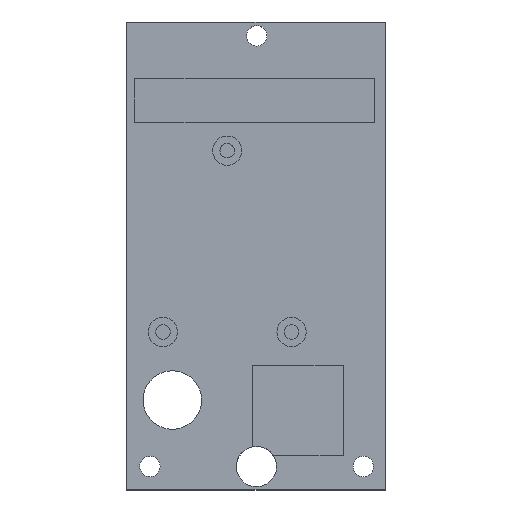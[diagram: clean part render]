
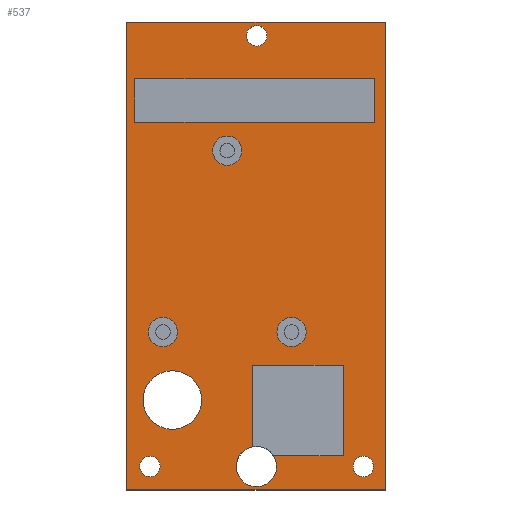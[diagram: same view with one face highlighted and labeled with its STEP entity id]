
A CAD part, top view. The second image highlights one B-rep face of the part: STEP entity #537.
In plain terms, the highlighted planar face has unit normal (0, 0, 1).
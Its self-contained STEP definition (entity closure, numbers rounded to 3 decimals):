
#26=FACE_BOUND('',#106,.T.);
#27=FACE_BOUND('',#107,.T.);
#28=FACE_BOUND('',#108,.T.);
#29=FACE_BOUND('',#109,.T.);
#30=FACE_BOUND('',#110,.T.);
#31=FACE_BOUND('',#111,.T.);
#32=FACE_BOUND('',#112,.T.);
#33=FACE_BOUND('',#113,.T.);
#34=FACE_BOUND('',#114,.T.);
#44=CIRCLE('',#586,3.45);
#45=CIRCLE('',#587,3.45);
#46=CIRCLE('',#588,1.75);
#47=CIRCLE('',#589,1.75);
#48=CIRCLE('',#590,1.75);
#49=CIRCLE('',#591,2.5);
#50=CIRCLE('',#592,2.5);
#51=CIRCLE('',#593,2.5);
#52=CIRCLE('',#594,5.);
#72=FACE_OUTER_BOUND('',#105,.T.);
#105=EDGE_LOOP('',(#387,#388,#389,#390));
#106=EDGE_LOOP('',(#391,#392,#393,#394,#395,#396));
#107=EDGE_LOOP('',(#397));
#108=EDGE_LOOP('',(#398));
#109=EDGE_LOOP('',(#399));
#110=EDGE_LOOP('',(#400));
#111=EDGE_LOOP('',(#401));
#112=EDGE_LOOP('',(#402));
#113=EDGE_LOOP('',(#403));
#114=EDGE_LOOP('',(#404,#405,#406,#407));
#153=LINE('',#809,#201);
#155=LINE('',#815,#203);
#158=LINE('',#821,#206);
#161=LINE('',#826,#209);
#163=LINE('',#833,#211);
#164=LINE('',#835,#212);
#165=LINE('',#837,#213);
#166=LINE('',#838,#214);
#167=LINE('',#858,#215);
#168=LINE('',#860,#216);
#169=LINE('',#862,#217);
#170=LINE('',#863,#218);
#201=VECTOR('',#643,10.);
#203=VECTOR('',#647,10.);
#206=VECTOR('',#652,10.);
#209=VECTOR('',#657,10.);
#211=VECTOR('',#665,10.);
#212=VECTOR('',#666,10.);
#213=VECTOR('',#667,10.);
#214=VECTOR('',#668,10.);
#215=VECTOR('',#687,10.);
#216=VECTOR('',#688,10.);
#217=VECTOR('',#689,10.);
#218=VECTOR('',#690,10.);
#247=VERTEX_POINT('',#803);
#249=VERTEX_POINT('',#807);
#250=VERTEX_POINT('',#811);
#252=VERTEX_POINT('',#814);
#254=VERTEX_POINT('',#820);
#256=VERTEX_POINT('',#831);
#257=VERTEX_POINT('',#832);
#258=VERTEX_POINT('',#834);
#259=VERTEX_POINT('',#836);
#260=VERTEX_POINT('',#839);
#261=VERTEX_POINT('',#842);
#262=VERTEX_POINT('',#844);
#263=VERTEX_POINT('',#846);
#264=VERTEX_POINT('',#848);
#265=VERTEX_POINT('',#850);
#266=VERTEX_POINT('',#852);
#267=VERTEX_POINT('',#854);
#268=VERTEX_POINT('',#856);
#269=VERTEX_POINT('',#857);
#270=VERTEX_POINT('',#859);
#271=VERTEX_POINT('',#861);
#297=EDGE_CURVE('',#247,#249,#153,.T.);
#299=EDGE_CURVE('',#252,#250,#155,.T.);
#302=EDGE_CURVE('',#254,#252,#158,.T.);
#305=EDGE_CURVE('',#249,#254,#161,.T.);
#308=EDGE_CURVE('',#256,#257,#163,.T.);
#309=EDGE_CURVE('',#257,#258,#164,.T.);
#310=EDGE_CURVE('',#258,#259,#165,.T.);
#311=EDGE_CURVE('',#259,#256,#166,.T.);
#312=EDGE_CURVE('',#250,#260,#44,.T.);
#313=EDGE_CURVE('',#260,#247,#45,.T.);
#314=EDGE_CURVE('',#261,#261,#46,.T.);
#315=EDGE_CURVE('',#262,#262,#47,.T.);
#316=EDGE_CURVE('',#263,#263,#48,.T.);
#317=EDGE_CURVE('',#264,#264,#49,.T.);
#318=EDGE_CURVE('',#265,#265,#50,.T.);
#319=EDGE_CURVE('',#266,#266,#51,.T.);
#320=EDGE_CURVE('',#267,#267,#52,.T.);
#321=EDGE_CURVE('',#268,#269,#167,.T.);
#322=EDGE_CURVE('',#269,#270,#168,.T.);
#323=EDGE_CURVE('',#270,#271,#169,.T.);
#324=EDGE_CURVE('',#271,#268,#170,.T.);
#387=ORIENTED_EDGE('',*,*,#308,.T.);
#388=ORIENTED_EDGE('',*,*,#309,.T.);
#389=ORIENTED_EDGE('',*,*,#310,.T.);
#390=ORIENTED_EDGE('',*,*,#311,.T.);
#391=ORIENTED_EDGE('',*,*,#297,.T.);
#392=ORIENTED_EDGE('',*,*,#305,.T.);
#393=ORIENTED_EDGE('',*,*,#302,.T.);
#394=ORIENTED_EDGE('',*,*,#299,.T.);
#395=ORIENTED_EDGE('',*,*,#312,.T.);
#396=ORIENTED_EDGE('',*,*,#313,.T.);
#397=ORIENTED_EDGE('',*,*,#314,.T.);
#398=ORIENTED_EDGE('',*,*,#315,.T.);
#399=ORIENTED_EDGE('',*,*,#316,.T.);
#400=ORIENTED_EDGE('',*,*,#317,.T.);
#401=ORIENTED_EDGE('',*,*,#318,.T.);
#402=ORIENTED_EDGE('',*,*,#319,.T.);
#403=ORIENTED_EDGE('',*,*,#320,.T.);
#404=ORIENTED_EDGE('',*,*,#321,.T.);
#405=ORIENTED_EDGE('',*,*,#322,.T.);
#406=ORIENTED_EDGE('',*,*,#323,.T.);
#407=ORIENTED_EDGE('',*,*,#324,.T.);
#515=PLANE('',#585);
#537=ADVANCED_FACE('',(#72,#26,#27,#28,#29,#30,#31,#32,#33,#34),#515,.T.);
#585=AXIS2_PLACEMENT_3D('',#830,#663,#664);
#586=AXIS2_PLACEMENT_3D('',#840,#669,#670);
#587=AXIS2_PLACEMENT_3D('',#841,#671,#672);
#588=AXIS2_PLACEMENT_3D('',#843,#673,#674);
#589=AXIS2_PLACEMENT_3D('',#845,#675,#676);
#590=AXIS2_PLACEMENT_3D('',#847,#677,#678);
#591=AXIS2_PLACEMENT_3D('',#849,#679,#680);
#592=AXIS2_PLACEMENT_3D('',#851,#681,#682);
#593=AXIS2_PLACEMENT_3D('',#853,#683,#684);
#594=AXIS2_PLACEMENT_3D('',#855,#685,#686);
#643=DIRECTION('',(0.,1.,0.));
#647=DIRECTION('',(-1.,0.,0.));
#652=DIRECTION('',(0.,-1.,0.));
#657=DIRECTION('',(1.,0.,0.));
#663=DIRECTION('center_axis',(0.,0.,1.));
#664=DIRECTION('ref_axis',(-1.,0.,0.));
#665=DIRECTION('',(-1.,0.,0.));
#666=DIRECTION('',(0.,-1.,0.));
#667=DIRECTION('',(1.,0.,0.));
#668=DIRECTION('',(0.,1.,0.));
#669=DIRECTION('center_axis',(0.,0.,-1.));
#670=DIRECTION('ref_axis',(-1.,0.,0.));
#671=DIRECTION('center_axis',(0.,0.,-1.));
#672=DIRECTION('ref_axis',(-1.,0.,0.));
#673=DIRECTION('center_axis',(0.,0.,-1.));
#674=DIRECTION('ref_axis',(-1.,0.,0.));
#675=DIRECTION('center_axis',(0.,0.,-1.));
#676=DIRECTION('ref_axis',(-1.,0.,0.));
#677=DIRECTION('center_axis',(0.,0.,-1.));
#678=DIRECTION('ref_axis',(-1.,0.,0.));
#679=DIRECTION('center_axis',(0.,0.,-1.));
#680=DIRECTION('ref_axis',(-1.,0.,0.));
#681=DIRECTION('center_axis',(0.,0.,-1.));
#682=DIRECTION('ref_axis',(-1.,0.,0.));
#683=DIRECTION('center_axis',(0.,0.,-1.));
#684=DIRECTION('ref_axis',(-1.,0.,0.));
#685=DIRECTION('center_axis',(0.,0.,-1.));
#686=DIRECTION('ref_axis',(-1.,0.,0.));
#687=DIRECTION('',(0.,1.,0.));
#688=DIRECTION('',(1.,0.,0.));
#689=DIRECTION('',(0.,-1.,0.));
#690=DIRECTION('',(-1.,0.,0.));
#803=CARTESIAN_POINT('',(-0.671,-5.616,16.25));
#807=CARTESIAN_POINT('',(-0.671,8.33,16.25));
#809=CARTESIAN_POINT('',(-0.671,9.915,16.25));
#811=CARTESIAN_POINT('',(2.924,-7.17,16.25));
#814=CARTESIAN_POINT('',(14.829,-7.17,16.25));
#815=CARTESIAN_POINT('',(7.374,-7.17,16.25));
#820=CARTESIAN_POINT('',(14.829,8.33,16.25));
#821=CARTESIAN_POINT('',(14.829,17.665,16.25));
#826=CARTESIAN_POINT('',(-0.376,8.33,16.25));
#830=CARTESIAN_POINT('Origin',(-0.08,27.,16.25));
#831=CARTESIAN_POINT('',(22.,67.,16.25));
#832=CARTESIAN_POINT('',(-22.161,67.,16.25));
#833=CARTESIAN_POINT('',(-22.161,67.,16.25));
#834=CARTESIAN_POINT('',(-22.161,-13.,16.25));
#835=CARTESIAN_POINT('',(-22.161,-13.,16.25));
#836=CARTESIAN_POINT('',(22.,-13.,16.25));
#837=CARTESIAN_POINT('',(22.,-13.,16.25));
#838=CARTESIAN_POINT('',(22.,67.,16.25));
#839=CARTESIAN_POINT('',(3.45,-9.,16.25));
#840=CARTESIAN_POINT('Origin',(0.,-9.,16.25));
#841=CARTESIAN_POINT('Origin',(0.,-9.,16.25));
#842=CARTESIAN_POINT('',(-16.47,-8.975,16.25));
#843=CARTESIAN_POINT('Origin',(-18.22,-8.975,16.25));
#844=CARTESIAN_POINT('',(20.018,-8.988,16.25));
#845=CARTESIAN_POINT('Origin',(18.268,-8.988,16.25));
#846=CARTESIAN_POINT('',(1.79,64.632,16.25));
#847=CARTESIAN_POINT('Origin',(0.04,64.632,16.25));
#848=CARTESIAN_POINT('',(-2.5,45.,16.25));
#849=CARTESIAN_POINT('Origin',(-5.,45.,16.25));
#850=CARTESIAN_POINT('',(8.5,14.,16.25));
#851=CARTESIAN_POINT('Origin',(6.,14.,16.25));
#852=CARTESIAN_POINT('',(-13.5,14.,16.25));
#853=CARTESIAN_POINT('Origin',(-16.,14.,16.25));
#854=CARTESIAN_POINT('',(-9.39,2.375,16.25));
#855=CARTESIAN_POINT('Origin',(-14.39,2.375,16.25));
#856=CARTESIAN_POINT('',(-20.795,49.822,16.25));
#857=CARTESIAN_POINT('',(-20.795,57.322,16.25));
#858=CARTESIAN_POINT('',(-20.795,38.411,16.25));
#859=CARTESIAN_POINT('',(20.205,57.322,16.25));
#860=CARTESIAN_POINT('',(-10.438,57.322,16.25));
#861=CARTESIAN_POINT('',(20.205,49.822,16.25));
#862=CARTESIAN_POINT('',(20.205,42.161,16.25));
#863=CARTESIAN_POINT('',(10.062,49.822,16.25));
